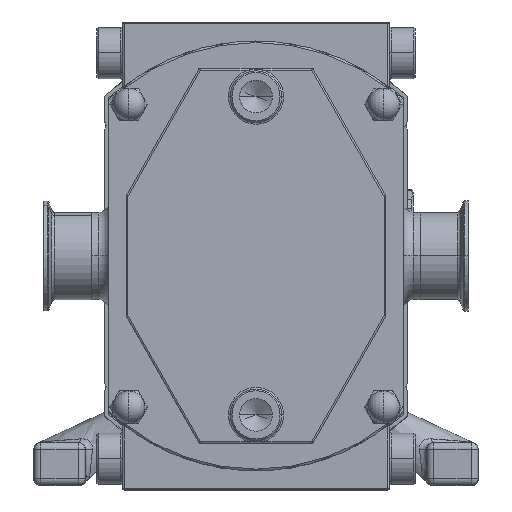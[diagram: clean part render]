
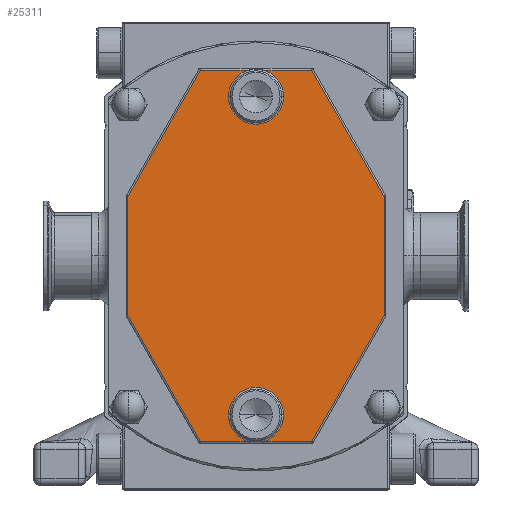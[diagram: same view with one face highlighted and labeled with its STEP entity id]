
A CAD part, top view. The second image highlights one B-rep face of the part: STEP entity #25311.
In plain terms, the highlighted planar face has unit normal (0, 0, 1).
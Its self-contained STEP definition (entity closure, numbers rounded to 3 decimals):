
#16 = LINE ( 'NONE', #18808, #8146 ) ;
#176 = DIRECTION ( 'NONE',  ( -1., 0., 0. ) ) ;
#281 = PLANE ( 'NONE',  #6924 ) ;
#374 = CARTESIAN_POINT ( 'NONE',  ( 74.5, -34.733, 0. ) ) ;
#528 = CARTESIAN_POINT ( 'NONE',  ( -74.5, -34.733, 0. ) ) ;
#683 = EDGE_CURVE ( 'NONE', #10325, #12296, #9272, .T. ) ;
#754 = ORIENTED_EDGE ( 'NONE', *, *, #27373, .T. ) ;
#1136 = EDGE_CURVE ( 'NONE', #26400, #10325, #18942, .T. ) ;
#1765 = CARTESIAN_POINT ( 'NONE',  ( -3.969, 108., 0. ) ) ;
#2136 = CARTESIAN_POINT ( 'NONE',  ( -16., 92.5, 0. ) ) ;
#2387 = CARTESIAN_POINT ( 'NONE',  ( 0., 92.5, 0. ) ) ;
#2824 = CARTESIAN_POINT ( 'NONE',  ( 32.421, 108., 0. ) ) ;
#3012 = EDGE_CURVE ( 'NONE', #15053, #4750, #30699, .T. ) ;
#3792 = EDGE_CURVE ( 'NONE', #9342, #9395, #13830, .T. ) ;
#4100 = VERTEX_POINT ( 'NONE', #9016 ) ;
#4636 = CARTESIAN_POINT ( 'NONE',  ( 74.5, 34.733, 0. ) ) ;
#4750 = VERTEX_POINT ( 'NONE', #27611 ) ;
#5032 = CARTESIAN_POINT ( 'NONE',  ( 0., -92.5, 0. ) ) ;
#5358 = VERTEX_POINT ( 'NONE', #10497 ) ;
#5360 = FACE_OUTER_BOUND ( 'NONE', #11657, .T. ) ;
#5626 = CARTESIAN_POINT ( 'NONE',  ( 32.421, -108., 0. ) ) ;
#6060 = ORIENTED_EDGE ( 'NONE', *, *, #18701, .T. ) ;
#6353 = CARTESIAN_POINT ( 'NONE',  ( 32.421, 108., 0. ) ) ;
#6763 = ORIENTED_EDGE ( 'NONE', *, *, #26669, .T. ) ;
#6872 = CARTESIAN_POINT ( 'NONE',  ( 74.5, -34.733, 0. ) ) ;
#6884 = CARTESIAN_POINT ( 'NONE',  ( 3.969, -108., 0. ) ) ;
#6924 = AXIS2_PLACEMENT_3D ( 'NONE', #2824, #31492, #9658 ) ;
#7144 = DIRECTION ( 'NONE',  ( 1., 0., 0. ) ) ;
#7226 = VERTEX_POINT ( 'NONE', #21148 ) ;
#7663 = VERTEX_POINT ( 'NONE', #28547 ) ;
#7949 = VECTOR ( 'NONE', #24366, 1000. ) ;
#8146 = VECTOR ( 'NONE', #24224, 1000. ) ;
#8774 = AXIS2_PLACEMENT_3D ( 'NONE', #2387, #14620, #24053 ) ;
#8848 = CARTESIAN_POINT ( 'NONE',  ( -74.5, 34.733, 0. ) ) ;
#8931 = CARTESIAN_POINT ( 'NONE',  ( -32.421, 108., 0. ) ) ;
#9016 = CARTESIAN_POINT ( 'NONE',  ( -16., -92.5, 0. ) ) ;
#9035 = EDGE_CURVE ( 'NONE', #7663, #30062, #11511, .T. ) ;
#9065 = ORIENTED_EDGE ( 'NONE', *, *, #1136, .T. ) ;
#9074 = CARTESIAN_POINT ( 'NONE',  ( 32.421, -108., 0. ) ) ;
#9272 = LINE ( 'NONE', #6872, #25201 ) ;
#9342 = VERTEX_POINT ( 'NONE', #4636 ) ;
#9395 = VERTEX_POINT ( 'NONE', #9569 ) ;
#9569 = CARTESIAN_POINT ( 'NONE',  ( 32.421, 108., 0. ) ) ;
#9658 = DIRECTION ( 'NONE',  ( -1., 0., 0. ) ) ;
#9757 = DIRECTION ( 'NONE',  ( -1., 0., 0. ) ) ;
#9769 = VERTEX_POINT ( 'NONE', #1765 ) ;
#9843 = LINE ( 'NONE', #17167, #18902 ) ;
#9890 = EDGE_CURVE ( 'NONE', #7226, #26400, #27320, .T. ) ;
#9933 = VECTOR ( 'NONE', #7144, 1000. ) ;
#10325 = VERTEX_POINT ( 'NONE', #5626 ) ;
#10367 = ORIENTED_EDGE ( 'NONE', *, *, #9035, .T. ) ;
#10449 = VERTEX_POINT ( 'NONE', #14029 ) ;
#10461 = DIRECTION ( 'NONE',  ( 0., 0., -1. ) ) ;
#10477 = ORIENTED_EDGE ( 'NONE', *, *, #15515, .T. ) ;
#10497 = CARTESIAN_POINT ( 'NONE',  ( 3.969, 108., 0. ) ) ;
#10700 = EDGE_CURVE ( 'NONE', #4750, #21046, #29973, .T. ) ;
#11199 = CIRCLE ( 'NONE', #21385, 16. ) ;
#11511 = CIRCLE ( 'NONE', #12536, 16. ) ;
#11657 = EDGE_LOOP ( 'NONE', ( #10477, #26989, #19153, #9065, #11921, #15793, #23029, #15857, #22659, #10367, #6060, #754, #25391, #20959, #17735, #6763 ) ) ;
#11921 = ORIENTED_EDGE ( 'NONE', *, *, #683, .T. ) ;
#12296 = VERTEX_POINT ( 'NONE', #374 ) ;
#12536 = AXIS2_PLACEMENT_3D ( 'NONE', #12620, #22345, #9757 ) ;
#12620 = CARTESIAN_POINT ( 'NONE',  ( 0., 92.5, 0. ) ) ;
#12689 = EDGE_CURVE ( 'NONE', #5358, #7663, #28969, .T. ) ;
#13830 = LINE ( 'NONE', #6353, #20225 ) ;
#13977 = DIRECTION ( 'NONE',  ( -0.498, 0.867, 0. ) ) ;
#14029 = CARTESIAN_POINT ( 'NONE',  ( -3.969, -108., 0. ) ) ;
#14620 = DIRECTION ( 'NONE',  ( 0., 0., -1. ) ) ;
#14835 = CARTESIAN_POINT ( 'NONE',  ( 0., -92.5, 0. ) ) ;
#15053 = VERTEX_POINT ( 'NONE', #20963 ) ;
#15186 = EDGE_CURVE ( 'NONE', #4100, #7226, #28005, .T. ) ;
#15234 = CARTESIAN_POINT ( 'NONE',  ( 0., 92.5, 0. ) ) ;
#15456 = EDGE_CURVE ( 'NONE', #21046, #31101, #16, .T. ) ;
#15515 = EDGE_CURVE ( 'NONE', #10449, #4100, #11199, .T. ) ;
#15629 = LINE ( 'NONE', #8931, #27395 ) ;
#15763 = CARTESIAN_POINT ( 'NONE',  ( -74.5, -34.733, 0. ) ) ;
#15793 = ORIENTED_EDGE ( 'NONE', *, *, #17168, .T. ) ;
#15857 = ORIENTED_EDGE ( 'NONE', *, *, #23831, .T. ) ;
#16570 = DIRECTION ( 'NONE',  ( 0.498, 0.867, 0. ) ) ;
#17167 = CARTESIAN_POINT ( 'NONE',  ( 74.5, 34.733, 0. ) ) ;
#17168 = EDGE_CURVE ( 'NONE', #12296, #9342, #9843, .T. ) ;
#17735 = ORIENTED_EDGE ( 'NONE', *, *, #15456, .T. ) ;
#17923 = DIRECTION ( 'NONE',  ( 0., 1., 0. ) ) ;
#18217 = VECTOR ( 'NONE', #23277, 1000. ) ;
#18341 = DIRECTION ( 'NONE',  ( -1., 0., 0. ) ) ;
#18566 = DIRECTION ( 'NONE',  ( -0.498, -0.867, 0. ) ) ;
#18701 = EDGE_CURVE ( 'NONE', #30062, #9769, #26593, .T. ) ;
#18808 = CARTESIAN_POINT ( 'NONE',  ( -32.421, -108., 0. ) ) ;
#18880 = AXIS2_PLACEMENT_3D ( 'NONE', #14835, #29828, #24584 ) ;
#18902 = VECTOR ( 'NONE', #17923, 1000. ) ;
#18942 = LINE ( 'NONE', #9074, #9933 ) ;
#19153 = ORIENTED_EDGE ( 'NONE', *, *, #9890, .T. ) ;
#19583 = DIRECTION ( 'NONE',  ( 0., 0., -1. ) ) ;
#19912 = LINE ( 'NONE', #22298, #30429 ) ;
#20186 = DIRECTION ( 'NONE',  ( -1., 0., 0. ) ) ;
#20225 = VECTOR ( 'NONE', #13977, 1000. ) ;
#20300 = AXIS2_PLACEMENT_3D ( 'NONE', #15234, #10461, #20186 ) ;
#20959 = ORIENTED_EDGE ( 'NONE', *, *, #10700, .T. ) ;
#20963 = CARTESIAN_POINT ( 'NONE',  ( -32.421, 108., 0. ) ) ;
#21046 = VERTEX_POINT ( 'NONE', #528 ) ;
#21148 = CARTESIAN_POINT ( 'NONE',  ( 16., -92.5, 0. ) ) ;
#21385 = AXIS2_PLACEMENT_3D ( 'NONE', #22607, #19583, #176 ) ;
#21796 = CARTESIAN_POINT ( 'NONE',  ( -32.421, 108., 0. ) ) ;
#22298 = CARTESIAN_POINT ( 'NONE',  ( 32.421, -108., 0. ) ) ;
#22345 = DIRECTION ( 'NONE',  ( 0., 0., -1. ) ) ;
#22607 = CARTESIAN_POINT ( 'NONE',  ( 0., -92.5, 0. ) ) ;
#22659 = ORIENTED_EDGE ( 'NONE', *, *, #12689, .T. ) ;
#22726 = VECTOR ( 'NONE', #18566, 1000. ) ;
#23029 = ORIENTED_EDGE ( 'NONE', *, *, #3792, .T. ) ;
#23277 = DIRECTION ( 'NONE',  ( 0., -1., 0. ) ) ;
#23582 = LINE ( 'NONE', #21796, #7949 ) ;
#23831 = EDGE_CURVE ( 'NONE', #9395, #5358, #23582, .T. ) ;
#24053 = DIRECTION ( 'NONE',  ( -1., 0., 0. ) ) ;
#24224 = DIRECTION ( 'NONE',  ( 0.498, -0.867, 0. ) ) ;
#24366 = DIRECTION ( 'NONE',  ( -1., 0., 0. ) ) ;
#24584 = DIRECTION ( 'NONE',  ( -1., 0., 0. ) ) ;
#24640 = DIRECTION ( 'NONE',  ( 0., 0., -1. ) ) ;
#25201 = VECTOR ( 'NONE', #16570, 1000. ) ;
#25311 = ADVANCED_FACE ( 'NONE', ( #5360 ), #281, .F. ) ;
#25391 = ORIENTED_EDGE ( 'NONE', *, *, #3012, .T. ) ;
#25805 = AXIS2_PLACEMENT_3D ( 'NONE', #5032, #24640, #26867 ) ;
#26400 = VERTEX_POINT ( 'NONE', #6884 ) ;
#26593 = CIRCLE ( 'NONE', #8774, 16. ) ;
#26669 = EDGE_CURVE ( 'NONE', #31101, #10449, #19912, .T. ) ;
#26867 = DIRECTION ( 'NONE',  ( -1., 0., 0. ) ) ;
#26989 = ORIENTED_EDGE ( 'NONE', *, *, #15186, .T. ) ;
#27320 = CIRCLE ( 'NONE', #25805, 16. ) ;
#27373 = EDGE_CURVE ( 'NONE', #9769, #15053, #15629, .T. ) ;
#27395 = VECTOR ( 'NONE', #18341, 1000. ) ;
#27611 = CARTESIAN_POINT ( 'NONE',  ( -74.5, 34.733, 0. ) ) ;
#28005 = CIRCLE ( 'NONE', #18880, 16. ) ;
#28547 = CARTESIAN_POINT ( 'NONE',  ( 16., 92.5, 0. ) ) ;
#28969 = CIRCLE ( 'NONE', #20300, 16. ) ;
#29154 = DIRECTION ( 'NONE',  ( 1., 0., 0. ) ) ;
#29828 = DIRECTION ( 'NONE',  ( 0., 0., -1. ) ) ;
#29973 = LINE ( 'NONE', #15763, #18217 ) ;
#30062 = VERTEX_POINT ( 'NONE', #2136 ) ;
#30429 = VECTOR ( 'NONE', #29154, 1000. ) ;
#30699 = LINE ( 'NONE', #8848, #22726 ) ;
#31101 = VERTEX_POINT ( 'NONE', #31280 ) ;
#31280 = CARTESIAN_POINT ( 'NONE',  ( -32.421, -108., 0. ) ) ;
#31492 = DIRECTION ( 'NONE',  ( 0., 0., -1. ) ) ;
